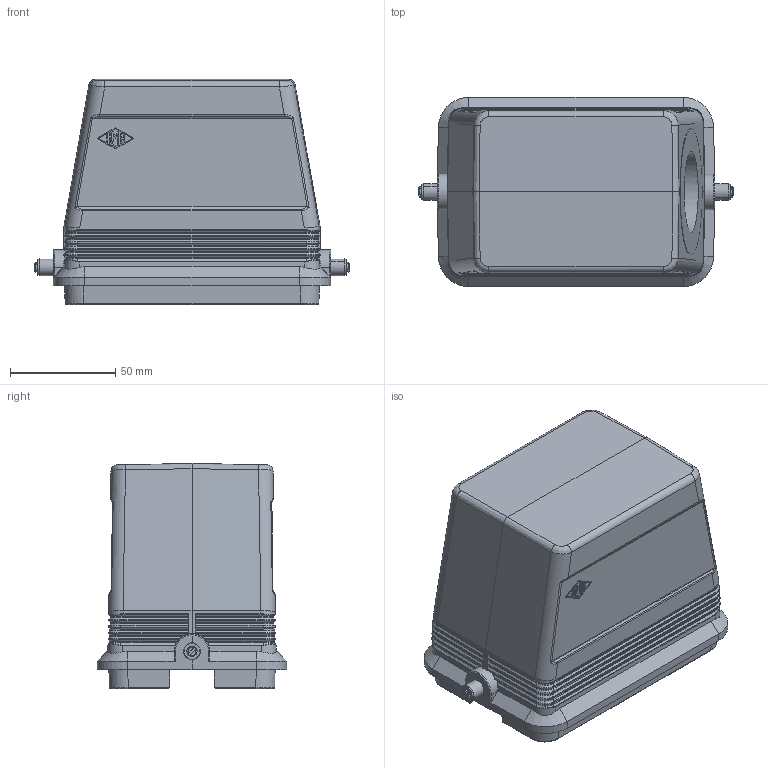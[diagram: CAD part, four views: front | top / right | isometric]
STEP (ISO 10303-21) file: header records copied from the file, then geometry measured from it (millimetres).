
FILE_DESCRIPTION(('Creo Elements/Direct Modeling STEP Export'),'2;1');
FILE_NAME('0ln7uvk5ktl00lt6060','2022-09-27T10:00:05',(''),(''),'Creo Elements/Direct Modeling STEP processor for AP214 (Solid Model)','Creo Elements/Direct Modeling 20.1B 02-Apr-2019 (C) Parametric Technology GmbH','');
FILE_SCHEMA(('AUTOMOTIVE_DESIGN { 1 0 10303 214 1 1 1 1 }'));
Products named in the file (2): MFOR 48 L40
Assembly tree (1 placements, depth 2):
  MFOR 48 L40
    MFOR 48 L40
Bounding box: 149.8 x 90 x 107 mm (x, y, z)
Volume: 192738.4 mm3; surface area: 95070.7 mm2
Topology: 1 solids, 1 shells, 701 faces, 1757 edges, 1066 vertices
Faces by surface type: plane 240, cylinder 212, bspline 176, cone 44, extrusion 29
Entity records: 53953 total; most frequent: CARTESIAN_POINT 34119, ORIENTED_EDGE 3498, DIRECTION 2213, EDGE_CURVE 1749, VERTEX_POINT 1066, VECTOR 845, LINE 816, EDGE_LOOP 719
